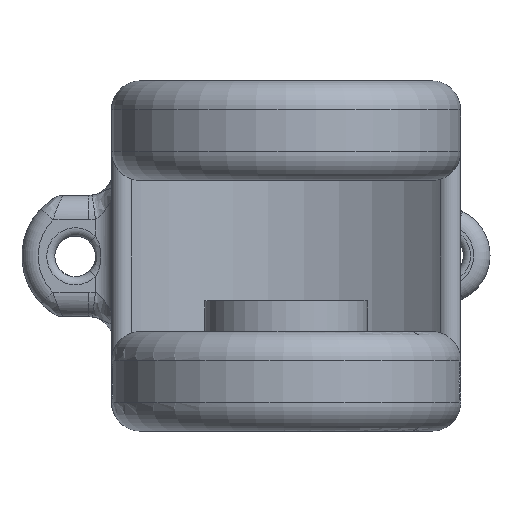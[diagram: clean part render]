
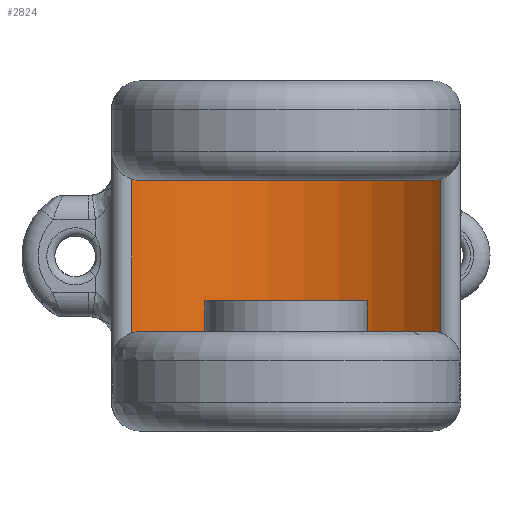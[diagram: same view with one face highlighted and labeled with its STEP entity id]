
A CAD part, front view. The second image highlights one B-rep face of the part: STEP entity #2824.
In plain terms, the highlighted cylindrical face has radius 26.429 mm (diameter 52.857 mm), a partial arc.
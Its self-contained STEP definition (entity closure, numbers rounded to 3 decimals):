
#241=B_SPLINE_CURVE_WITH_KNOTS('',3,(#8101,#8102,#8103,#8104),
 .UNSPECIFIED.,.F.,.F.,(4,4),(0.527,0.677),
 .UNSPECIFIED.);
#243=B_SPLINE_CURVE_WITH_KNOTS('',3,(#8156,#8157,#8158,#8159),
 .UNSPECIFIED.,.F.,.F.,(4,4),(-0.677,-0.527),
 .UNSPECIFIED.);
#244=B_SPLINE_CURVE_WITH_KNOTS('',3,(#8163,#8164,#8165,#8166),
 .UNSPECIFIED.,.F.,.F.,(4,4),(0.614,0.765),
 .UNSPECIFIED.);
#245=B_SPLINE_CURVE_WITH_KNOTS('',3,(#8170,#8171,#8172,#8173),
 .UNSPECIFIED.,.F.,.F.,(4,4),(-0.765,-0.614),
 .UNSPECIFIED.);
#357=LINE('',#8161,#465);
#358=LINE('',#8174,#466);
#465=VECTOR('',#3640,18.93);
#466=VECTOR('',#3643,18.93);
#536=CYLINDRICAL_SURFACE('',#3090,26.429);
#685=FACE_OUTER_BOUND('',#857,.T.);
#857=EDGE_LOOP('',(#2355,#2356,#2357,#2358,#2359,#2360,#2361,#2362));
#1013=CIRCLE('',#3053,26.429);
#1030=CIRCLE('',#3091,26.429);
#1237=VERTEX_POINT('',#7451);
#1238=VERTEX_POINT('',#7453);
#1265=VERTEX_POINT('',#8086);
#1268=VERTEX_POINT('',#8155);
#1269=VERTEX_POINT('',#8160);
#1270=VERTEX_POINT('',#8162);
#1271=VERTEX_POINT('',#8167);
#1272=VERTEX_POINT('',#8169);
#1602=EDGE_CURVE('',#1238,#1237,#1013,.F.);
#1654=EDGE_CURVE('',#1265,#1238,#241,.T.);
#1661=EDGE_CURVE('',#1237,#1268,#243,.T.);
#1662=EDGE_CURVE('',#1269,#1265,#357,.F.);
#1663=EDGE_CURVE('',#1270,#1269,#244,.T.);
#1664=EDGE_CURVE('',#1271,#1270,#1030,.T.);
#1665=EDGE_CURVE('',#1272,#1271,#245,.T.);
#1666=EDGE_CURVE('',#1268,#1272,#358,.T.);
#2355=ORIENTED_EDGE('',*,*,#1661,.F.);
#2356=ORIENTED_EDGE('',*,*,#1602,.F.);
#2357=ORIENTED_EDGE('',*,*,#1654,.F.);
#2358=ORIENTED_EDGE('',*,*,#1662,.F.);
#2359=ORIENTED_EDGE('',*,*,#1663,.F.);
#2360=ORIENTED_EDGE('',*,*,#1664,.F.);
#2361=ORIENTED_EDGE('',*,*,#1665,.F.);
#2362=ORIENTED_EDGE('',*,*,#1666,.F.);
#2824=ADVANCED_FACE('',(#685),#536,.F.);
#3053=AXIS2_PLACEMENT_3D('',#7455,#3553,#3554);
#3090=AXIS2_PLACEMENT_3D('',#8154,#3638,#3639);
#3091=AXIS2_PLACEMENT_3D('',#8168,#3641,#3642);
#3553=DIRECTION('center_axis',(0.,0.,1.));
#3554=DIRECTION('ref_axis',(-0.676,0.737,0.));
#3638=DIRECTION('center_axis',(0.,0.,-1.));
#3639=DIRECTION('ref_axis',(-1.,0.,0.));
#3640=DIRECTION('',(0.,0.,-1.));
#3641=DIRECTION('center_axis',(0.,0.,1.));
#3642=DIRECTION('ref_axis',(-0.676,0.737,0.));
#3643=DIRECTION('',(0.,0.,-1.));
#7451=CARTESIAN_POINT('',(17.837,26.2,9.291));
#7453=CARTESIAN_POINT('',(-17.877,26.2,9.291));
#7455=CARTESIAN_POINT('Origin',(-0.02,6.717,9.291));
#8086=CARTESIAN_POINT('',(-18.994,25.114,9.47));
#8101=CARTESIAN_POINT('Ctrl Pts',(-18.994,25.114,9.47));
#8102=CARTESIAN_POINT('Ctrl Pts',(-18.629,25.491,9.35));
#8103=CARTESIAN_POINT('Ctrl Pts',(-18.247,25.861,9.291));
#8104=CARTESIAN_POINT('Ctrl Pts',(-17.877,26.2,9.291));
#8154=CARTESIAN_POINT('Origin',(-0.02,6.717,9.291));
#8155=CARTESIAN_POINT('',(18.954,25.114,9.47));
#8156=CARTESIAN_POINT('Ctrl Pts',(17.837,26.2,9.291));
#8157=CARTESIAN_POINT('Ctrl Pts',(18.208,25.861,9.291));
#8158=CARTESIAN_POINT('Ctrl Pts',(18.59,25.491,9.35));
#8159=CARTESIAN_POINT('Ctrl Pts',(18.954,25.114,9.47));
#8160=CARTESIAN_POINT('',(-18.994,25.114,-9.46));
#8161=CARTESIAN_POINT('',(-18.994,25.114,9.47));
#8162=CARTESIAN_POINT('',(-17.877,26.2,-9.281));
#8163=CARTESIAN_POINT('Ctrl Pts',(-17.877,26.2,-9.281));
#8164=CARTESIAN_POINT('Ctrl Pts',(-18.247,25.861,-9.281));
#8165=CARTESIAN_POINT('Ctrl Pts',(-18.629,25.491,-9.34));
#8166=CARTESIAN_POINT('Ctrl Pts',(-18.994,25.114,-9.46));
#8167=CARTESIAN_POINT('',(17.837,26.2,-9.281));
#8168=CARTESIAN_POINT('Origin',(-0.02,6.717,-9.281));
#8169=CARTESIAN_POINT('',(18.954,25.114,-9.46));
#8170=CARTESIAN_POINT('Ctrl Pts',(18.954,25.114,-9.46));
#8171=CARTESIAN_POINT('Ctrl Pts',(18.59,25.491,-9.34));
#8172=CARTESIAN_POINT('Ctrl Pts',(18.208,25.861,-9.281));
#8173=CARTESIAN_POINT('Ctrl Pts',(17.837,26.2,-9.281));
#8174=CARTESIAN_POINT('',(18.954,25.114,9.47));
